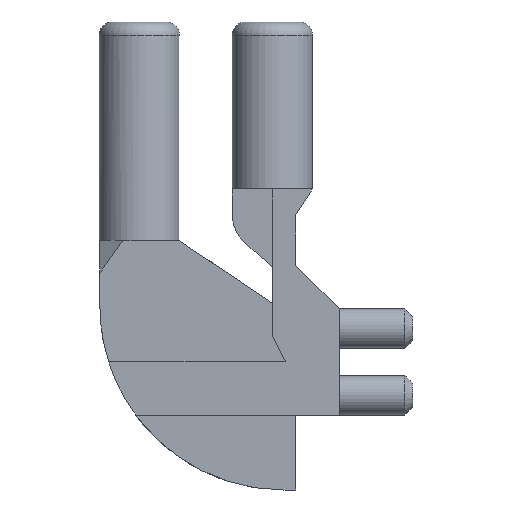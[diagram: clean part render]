
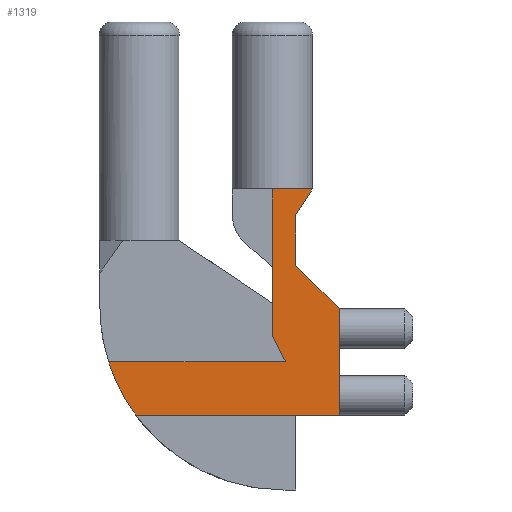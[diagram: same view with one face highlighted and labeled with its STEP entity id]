
A CAD part, left-side view. The second image highlights one B-rep face of the part: STEP entity #1319.
In plain terms, the highlighted planar face has unit normal (-1, 0, 0).
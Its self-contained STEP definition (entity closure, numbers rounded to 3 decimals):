
#486 = VERTEX_POINT('',#487);
#487 = CARTESIAN_POINT('',(-1.55,2.54,8.6));
#493 = EDGE_CURVE('',#486,#494,#496,.T.);
#494 = VERTEX_POINT('',#495);
#495 = CARTESIAN_POINT('',(-1.55,1.015,8.6));
#496 = LINE('',#497,#498);
#497 = CARTESIAN_POINT('',(-1.55,2.54,8.6));
#498 = VECTOR('',#499,1.);
#499 = DIRECTION('',(0.,-1.,0.));
#595 = VERTEX_POINT('',#596);
#596 = CARTESIAN_POINT('',(-1.55,1.65,5.69));
#602 = EDGE_CURVE('',#603,#595,#605,.T.);
#603 = VERTEX_POINT('',#604);
#604 = CARTESIAN_POINT('',(-1.55,0.,4.04));
#605 = LINE('',#606,#607);
#606 = CARTESIAN_POINT('',(-1.55,0.,4.04));
#607 = VECTOR('',#608,1.);
#608 = DIRECTION('',(0.,0.707,0.707));
#787 = VERTEX_POINT('',#788);
#788 = CARTESIAN_POINT('',(-1.55,0.,0.));
#794 = EDGE_CURVE('',#787,#795,#797,.T.);
#795 = VERTEX_POINT('',#796);
#796 = CARTESIAN_POINT('',(-1.55,7.737,0.));
#797 = LINE('',#798,#799);
#798 = CARTESIAN_POINT('',(-1.55,0.,0.));
#799 = VECTOR('',#800,1.);
#800 = DIRECTION('',(0.,1.,0.));
#881 = EDGE_CURVE('',#882,#795,#884,.T.);
#882 = VERTEX_POINT('',#883);
#883 = CARTESIAN_POINT('',(-1.55,8.768,2.02));
#884 = CIRCLE('',#885,7.);
#885 = AXIS2_PLACEMENT_3D('',#886,#887,#888);
#886 = CARTESIAN_POINT('',(-1.55,2.1,4.15));
#887 = DIRECTION('',(-1.,0.,0.));
#888 = DIRECTION('',(0.,0.,1.));
#1137 = EDGE_CURVE('',#603,#787,#1138,.T.);
#1138 = LINE('',#1139,#1140);
#1139 = CARTESIAN_POINT('',(-1.55,0.,4.04));
#1140 = VECTOR('',#1141,1.);
#1141 = DIRECTION('',(0.,-0.,-1.));
#1184 = VERTEX_POINT('',#1185);
#1185 = CARTESIAN_POINT('',(-1.55,1.65,7.62));
#1191 = EDGE_CURVE('',#1184,#595,#1192,.T.);
#1192 = LINE('',#1193,#1194);
#1193 = CARTESIAN_POINT('',(-1.55,1.65,7.62));
#1194 = VECTOR('',#1195,1.);
#1195 = DIRECTION('',(0.,-0.,-1.));
#1221 = EDGE_CURVE('',#494,#1184,#1222,.T.);
#1222 = LINE('',#1223,#1224);
#1223 = CARTESIAN_POINT('',(-1.55,1.015,8.6));
#1224 = VECTOR('',#1225,1.);
#1225 = DIRECTION('',(0.,0.544,-0.839));
#1253 = VERTEX_POINT('',#1254);
#1254 = CARTESIAN_POINT('',(-1.55,2.54,3.02));
#1260 = EDGE_CURVE('',#1253,#486,#1261,.T.);
#1261 = LINE('',#1262,#1263);
#1262 = CARTESIAN_POINT('',(-1.55,2.54,3.02));
#1263 = VECTOR('',#1264,1.);
#1264 = DIRECTION('',(0.,0.,1.));
#1284 = VERTEX_POINT('',#1285);
#1285 = CARTESIAN_POINT('',(-1.55,2.04,2.02));
#1291 = EDGE_CURVE('',#1284,#1253,#1292,.T.);
#1292 = LINE('',#1293,#1294);
#1293 = CARTESIAN_POINT('',(-1.55,2.04,2.02));
#1294 = VECTOR('',#1295,1.);
#1295 = DIRECTION('',(0.,0.447,0.894));
#1308 = EDGE_CURVE('',#882,#1284,#1309,.T.);
#1309 = LINE('',#1310,#1311);
#1310 = CARTESIAN_POINT('',(-1.55,8.768,2.02));
#1311 = VECTOR('',#1312,1.);
#1312 = DIRECTION('',(0.,-1.,0.));
#1319 = ADVANCED_FACE('',(#1320),#1332,.T.);
#1320 = FACE_BOUND('',#1321,.T.);
#1321 = EDGE_LOOP('',(#1322,#1323,#1324,#1325,#1326,#1327,#1328,#1329,
    #1330,#1331));
#1322 = ORIENTED_EDGE('',*,*,#1137,.F.);
#1323 = ORIENTED_EDGE('',*,*,#602,.T.);
#1324 = ORIENTED_EDGE('',*,*,#1191,.F.);
#1325 = ORIENTED_EDGE('',*,*,#1221,.F.);
#1326 = ORIENTED_EDGE('',*,*,#493,.F.);
#1327 = ORIENTED_EDGE('',*,*,#1260,.F.);
#1328 = ORIENTED_EDGE('',*,*,#1291,.F.);
#1329 = ORIENTED_EDGE('',*,*,#1308,.F.);
#1330 = ORIENTED_EDGE('',*,*,#881,.T.);
#1331 = ORIENTED_EDGE('',*,*,#794,.F.);
#1332 = PLANE('',#1333);
#1333 = AXIS2_PLACEMENT_3D('',#1334,#1335,#1336);
#1334 = CARTESIAN_POINT('',(-1.55,0.,0.));
#1335 = DIRECTION('',(-1.,0.,0.));
#1336 = DIRECTION('',(0.,0.,1.));
